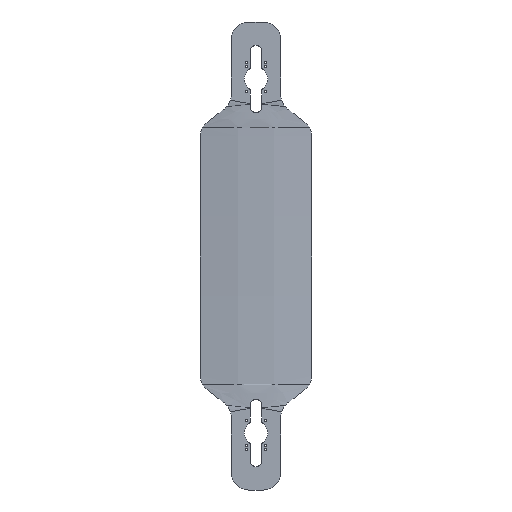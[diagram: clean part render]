
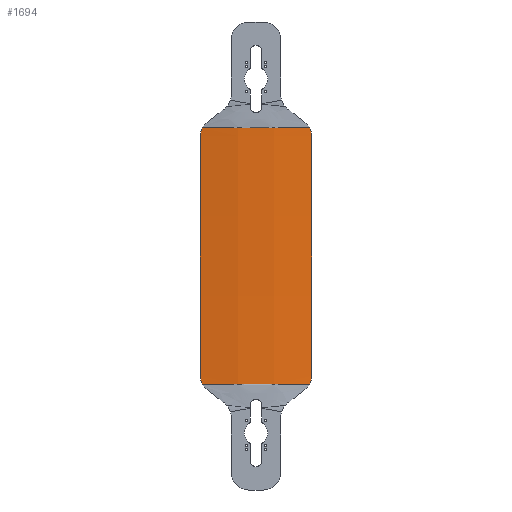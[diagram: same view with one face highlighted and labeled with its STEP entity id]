
A CAD part, front view. The second image highlights one B-rep face of the part: STEP entity #1694.
In plain terms, the highlighted toroidal (fillet/blend) face has major radius 26159.4 mm and minor radius 768.879 mm.
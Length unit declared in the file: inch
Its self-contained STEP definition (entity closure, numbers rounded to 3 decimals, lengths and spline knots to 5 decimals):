
#16=TOROIDAL_SURFACE('',#1853,1029.89583,30.27083);
#111=CIRCLE('',#1851,1000.);
#112=CIRCLE('',#1854,1000.);
#442=FACE_OUTER_BOUND('',#548,.T.);
#548=EDGE_LOOP('',(#1561,#1562,#1563,#1564,#1565,#1566,#1567,#1568));
#560=B_SPLINE_CURVE_WITH_KNOTS('',3,(#2291,#2292,#2293,#2294,#2295,#2296,
#2297),.UNSPECIFIED.,.F.,.F.,(4,1,1,1,4),(1.16377,6.95378,
9.84878,15.63879,21.42879),.UNSPECIFIED.);
#565=B_SPLINE_CURVE_WITH_KNOTS('',3,(#2332,#2333,#2334,#2335,#2336,#2337,
#2338,#2339),.UNSPECIFIED.,.F.,.F.,(4,2,2,4),(-15.83383,-15.19424,
-14.35598,-14.02304),.UNSPECIFIED.);
#605=B_SPLINE_CURVE_WITH_KNOTS('',3,(#3247,#3248,#3249,#3250,#3251,#3252),
 .UNSPECIFIED.,.F.,.F.,(4,2,4),(-1.99433,-1.37116,-0.1804),
 .UNSPECIFIED.);
#607=B_SPLINE_CURVE_WITH_KNOTS('',3,(#3305,#3306,#3307,#3308,#3309,#3310,
#3311),.UNSPECIFIED.,.F.,.F.,(4,1,1,1,4),(1.16377,6.95378,
12.74378,15.63879,21.42879),.UNSPECIFIED.);
#613=B_SPLINE_CURVE_WITH_KNOTS('',3,(#3353,#3354,#3355,#3356,#3357,#3358),
 .UNSPECIFIED.,.F.,.F.,(4,2,4),(-1.99433,-1.37116,-0.1804),
 .UNSPECIFIED.);
#648=B_SPLINE_CURVE_WITH_KNOTS('',3,(#4228,#4229,#4230,#4231,#4232,#4233,
#4234,#4235),.UNSPECIFIED.,.F.,.F.,(4,2,2,4),(-15.83383,-15.19424,
-14.35598,-14.02304),.UNSPECIFIED.);
#649=VERTEX_POINT('',#2266);
#652=VERTEX_POINT('',#2283);
#658=VERTEX_POINT('',#2330);
#740=VERTEX_POINT('',#3246);
#742=VERTEX_POINT('',#3296);
#743=VERTEX_POINT('',#3304);
#748=VERTEX_POINT('',#3351);
#824=VERTEX_POINT('',#4227);
#828=EDGE_CURVE('',#652,#649,#560,.T.);
#835=EDGE_CURVE('',#652,#658,#565,.T.);
#950=EDGE_CURVE('',#740,#649,#605,.T.);
#959=EDGE_CURVE('',#742,#743,#607,.T.);
#967=EDGE_CURVE('',#748,#742,#613,.T.);
#1074=EDGE_CURVE('',#740,#748,#111,.T.);
#1075=EDGE_CURVE('',#743,#824,#648,.T.);
#1078=EDGE_CURVE('',#658,#824,#112,.T.);
#1561=ORIENTED_EDGE('',*,*,#828,.F.);
#1562=ORIENTED_EDGE('',*,*,#835,.T.);
#1563=ORIENTED_EDGE('',*,*,#1078,.T.);
#1564=ORIENTED_EDGE('',*,*,#1075,.F.);
#1565=ORIENTED_EDGE('',*,*,#959,.F.);
#1566=ORIENTED_EDGE('',*,*,#967,.F.);
#1567=ORIENTED_EDGE('',*,*,#1074,.F.);
#1568=ORIENTED_EDGE('',*,*,#950,.T.);
#1694=ADVANCED_FACE('',(#442),#16,.T.);
#1851=AXIS2_PLACEMENT_3D('',#4225,#2205,#2206);
#1853=AXIS2_PLACEMENT_3D('',#4238,#2211,#2212);
#1854=AXIS2_PLACEMENT_3D('',#4239,#2213,#2214);
#2205=DIRECTION('center_axis',(1.,0.,0.));
#2206=DIRECTION('ref_axis',(0.,0.,-1.));
#2211=DIRECTION('center_axis',(1.,0.,0.));
#2212=DIRECTION('ref_axis',(0.,0.,-1.));
#2213=DIRECTION('center_axis',(1.,0.,0.));
#2214=DIRECTION('ref_axis',(0.,0.,-1.));
#2266=CARTESIAN_POINT('',(-4.58458,-0.08568,-10.94184));
#2283=CARTESIAN_POINT('',(4.58458,-0.08568,-10.94184));
#2291=CARTESIAN_POINT('Ctrl Pts',(4.58458,-0.08568,
-10.94184));
#2292=CARTESIAN_POINT('Ctrl Pts',(3.71879,-0.21851,-10.95724));
#2293=CARTESIAN_POINT('Ctrl Pts',(2.409,-0.36153,-10.97264));
#2294=CARTESIAN_POINT('Ctrl Pts',(0.21918,-0.45668,
-10.97945));
#2295=CARTESIAN_POINT('Ctrl Pts',(-1.97205,-0.40918,
-10.97723));
#2296=CARTESIAN_POINT('Ctrl Pts',(-3.71879,-0.21851,
-10.95724));
#2297=CARTESIAN_POINT('Ctrl Pts',(-4.58458,-0.08568,
-10.94184));
#2330=CARTESIAN_POINT('',(4.75,-0.05261,-10.25709));
#2332=CARTESIAN_POINT('Ctrl Pts',(4.58458,-0.08568,-10.94184));
#2333=CARTESIAN_POINT('Ctrl Pts',(4.62274,-0.07902,
-10.86748));
#2334=CARTESIAN_POINT('Ctrl Pts',(4.65466,-0.07321,
-10.78996));
#2335=CARTESIAN_POINT('Ctrl Pts',(4.71313,-0.06209,
-10.60538));
#2336=CARTESIAN_POINT('Ctrl Pts',(4.73472,-0.05752,
-10.4973));
#2337=CARTESIAN_POINT('Ctrl Pts',(4.7481,-0.0538,-10.34423));
#2338=CARTESIAN_POINT('Ctrl Pts',(4.75,-0.05305,-10.30064));
#2339=CARTESIAN_POINT('Ctrl Pts',(4.75,-0.05261,-10.25709));
#3246=CARTESIAN_POINT('',(-4.75,-0.05261,-10.25709));
#3247=CARTESIAN_POINT('Ctrl Pts',(-4.75,-0.05261,-10.25709));
#3248=CARTESIAN_POINT('Ctrl Pts',(-4.75,-0.05344,-10.33852));
#3249=CARTESIAN_POINT('Ctrl Pts',(-4.74337,-0.05534,
-10.41997));
#3250=CARTESIAN_POINT('Ctrl Pts',(-4.70475,-0.06392,
-10.65469));
#3251=CARTESIAN_POINT('Ctrl Pts',(-4.65556,-0.07329,
-10.80351));
#3252=CARTESIAN_POINT('Ctrl Pts',(-4.58458,-0.08568,
-10.94184));
#3296=CARTESIAN_POINT('',(-4.58458,-0.08568,10.94184));
#3304=CARTESIAN_POINT('',(4.58458,-0.08568,10.94184));
#3305=CARTESIAN_POINT('Ctrl Pts',(-4.58458,-0.08568,
10.94184));
#3306=CARTESIAN_POINT('Ctrl Pts',(-3.71879,-0.21851,
10.95724));
#3307=CARTESIAN_POINT('Ctrl Pts',(-1.97205,-0.40918,10.97723));
#3308=CARTESIAN_POINT('Ctrl Pts',(0.21918,-0.45668,
10.97945));
#3309=CARTESIAN_POINT('Ctrl Pts',(2.409,-0.36153,10.97264));
#3310=CARTESIAN_POINT('Ctrl Pts',(3.71879,-0.21851,10.95724));
#3311=CARTESIAN_POINT('Ctrl Pts',(4.58458,-0.08568,
10.94184));
#3351=CARTESIAN_POINT('',(-4.75,-0.05261,10.25709));
#3353=CARTESIAN_POINT('Ctrl Pts',(-4.75,-0.05261,10.25709));
#3354=CARTESIAN_POINT('Ctrl Pts',(-4.75,-0.05344,10.33852));
#3355=CARTESIAN_POINT('Ctrl Pts',(-4.74337,-0.05534,
10.41997));
#3356=CARTESIAN_POINT('Ctrl Pts',(-4.70475,-0.06392,
10.65469));
#3357=CARTESIAN_POINT('Ctrl Pts',(-4.65556,-0.07329,
10.80351));
#3358=CARTESIAN_POINT('Ctrl Pts',(-4.58458,-0.08568,
10.94184));
#4225=CARTESIAN_POINT('Origin',(-4.75,-1000.,0.));
#4227=CARTESIAN_POINT('',(4.75,-0.05261,10.25709));
#4228=CARTESIAN_POINT('Ctrl Pts',(4.58458,-0.08568,
10.94184));
#4229=CARTESIAN_POINT('Ctrl Pts',(4.62274,-0.07902,
10.86748));
#4230=CARTESIAN_POINT('Ctrl Pts',(4.65466,-0.07321,
10.78996));
#4231=CARTESIAN_POINT('Ctrl Pts',(4.71313,-0.06209,
10.60538));
#4232=CARTESIAN_POINT('Ctrl Pts',(4.73472,-0.05752,
10.4973));
#4233=CARTESIAN_POINT('Ctrl Pts',(4.7481,-0.0538,10.34423));
#4234=CARTESIAN_POINT('Ctrl Pts',(4.75,-0.05305,10.30064));
#4235=CARTESIAN_POINT('Ctrl Pts',(4.75,-0.05261,10.25709));
#4238=CARTESIAN_POINT('Origin',(0.,-1000.,0.));
#4239=CARTESIAN_POINT('Origin',(4.75,-1000.,0.));
